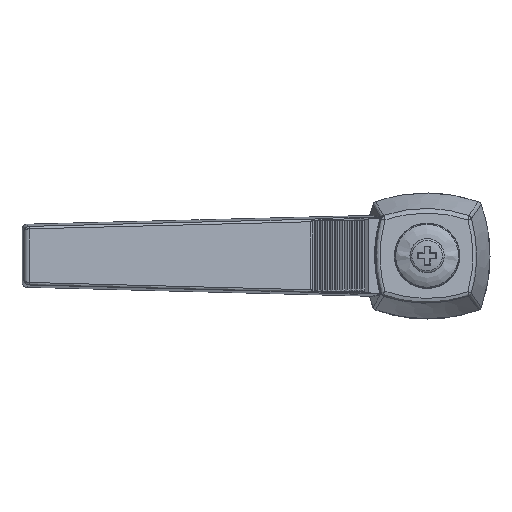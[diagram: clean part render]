
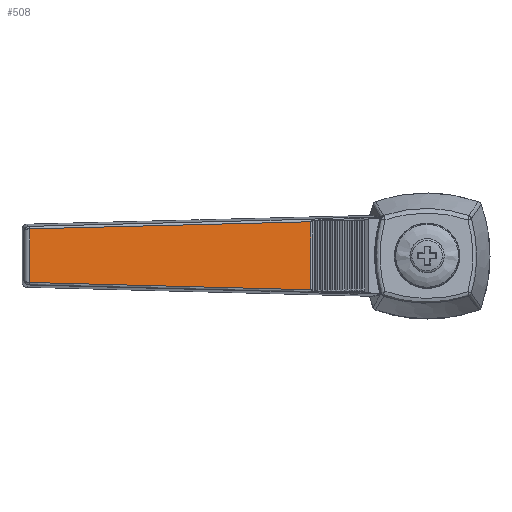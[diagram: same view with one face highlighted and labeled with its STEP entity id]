
A CAD part, top view. The second image highlights one B-rep face of the part: STEP entity #508.
In plain terms, the highlighted planar face has unit normal (0.174, 0, 0.985).
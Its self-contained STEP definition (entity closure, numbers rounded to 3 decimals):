
#508 = ADVANCED_FACE( '', ( #1115 ), #1116, .F. );
#1115 = FACE_OUTER_BOUND( '', #4619, .T. );
#1116 = PLANE( '', #4620 );
#4619 = EDGE_LOOP( '', ( #7876, #7877, #7878, #7879 ) );
#4620 = AXIS2_PLACEMENT_3D( '', #7880, #7881, #7882 );
#7876 = ORIENTED_EDGE( '', *, *, #8785, .T. );
#7877 = ORIENTED_EDGE( '', *, *, #8677, .T. );
#7878 = ORIENTED_EDGE( '', *, *, #8571, .T. );
#7879 = ORIENTED_EDGE( '', *, *, #8724, .T. );
#7880 = CARTESIAN_POINT( '', ( -33.905, 0., 38.274 ) );
#7881 = DIRECTION( '', ( -0.174, 0., -0.985 ) );
#7882 = DIRECTION( '', ( -0.985, 0., 0.174 ) );
#8571 = EDGE_CURVE( '', #9319, #9320, #9321, .T. );
#8677 = EDGE_CURVE( '', #9509, #9319, #9510, .F. );
#8724 = EDGE_CURVE( '', #9320, #9307, #9586, .F. );
#8785 = EDGE_CURVE( '', #9307, #9509, #9682, .T. );
#9307 = VERTEX_POINT( '', #10453 );
#9319 = VERTEX_POINT( '', #10519 );
#9320 = VERTEX_POINT( '', #10520 );
#9321 = B_SPLINE_CURVE_WITH_KNOTS( '', 3, ( #10521, #10522, #10523, #10524, #10525, #10526, #10527, #10528 ), .UNSPECIFIED., .F., .F., ( 4, 2, 2, 4 ), ( 0.001, 0.015, 0.029, 0.058 ), .UNSPECIFIED. );
#9509 = VERTEX_POINT( '', #11269 );
#9510 = LINE( '', #11270, #11271 );
#9586 = LINE( '', #11605, #11606 );
#9682 = B_SPLINE_CURVE_WITH_KNOTS( '', 3, ( #12177, #12178, #12179, #12180, #12181, #12182, #12183, #12184 ), .UNSPECIFIED., .F., .F., ( 4, 2, 2, 4 ), ( 0., 0.028, 0.043, 0.057 ), .UNSPECIFIED. );
#10453 = CARTESIAN_POINT( '', ( -23.09, 6.754, 36.367 ) );
#10519 = CARTESIAN_POINT( '', ( -78.94, -5.324, 46.215 ) );
#10520 = CARTESIAN_POINT( '', ( -23.09, -6.754, 36.367 ) );
#10521 = CARTESIAN_POINT( '', ( -78.94, -5.324, 46.215 ) );
#10522 = CARTESIAN_POINT( '', ( -74.286, -5.442, 45.394 ) );
#10523 = CARTESIAN_POINT( '', ( -69.631, -5.561, 44.574 ) );
#10524 = CARTESIAN_POINT( '', ( -60.323, -5.798, 42.932 ) );
#10525 = CARTESIAN_POINT( '', ( -55.669, -5.918, 42.112 ) );
#10526 = CARTESIAN_POINT( '', ( -41.706, -6.275, 39.65 ) );
#10527 = CARTESIAN_POINT( '', ( -32.398, -6.514, 38.009 ) );
#10528 = CARTESIAN_POINT( '', ( -23.09, -6.754, 36.367 ) );
#11269 = CARTESIAN_POINT( '', ( -78.94, 5.324, 46.215 ) );
#11270 = CARTESIAN_POINT( '', ( -78.94, 0., 46.215 ) );
#11271 = VECTOR( '', #14850, 1000. );
#11605 = CARTESIAN_POINT( '', ( -23.09, 6.986, 36.367 ) );
#11606 = VECTOR( '', #14898, 1000. );
#12177 = CARTESIAN_POINT( '', ( -23.09, 6.754, 36.367 ) );
#12178 = CARTESIAN_POINT( '', ( -32.398, 6.514, 38.009 ) );
#12179 = CARTESIAN_POINT( '', ( -41.706, 6.275, 39.65 ) );
#12180 = CARTESIAN_POINT( '', ( -55.669, 5.918, 42.112 ) );
#12181 = CARTESIAN_POINT( '', ( -60.323, 5.798, 42.932 ) );
#12182 = CARTESIAN_POINT( '', ( -69.631, 5.561, 44.574 ) );
#12183 = CARTESIAN_POINT( '', ( -74.286, 5.442, 45.394 ) );
#12184 = CARTESIAN_POINT( '', ( -78.94, 5.324, 46.215 ) );
#14850 = DIRECTION( '', ( 0., 1., 0. ) );
#14898 = DIRECTION( '', ( 0., -1., 0. ) );
